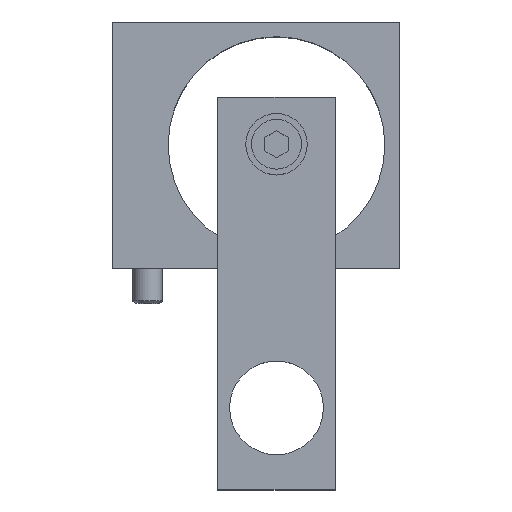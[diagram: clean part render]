
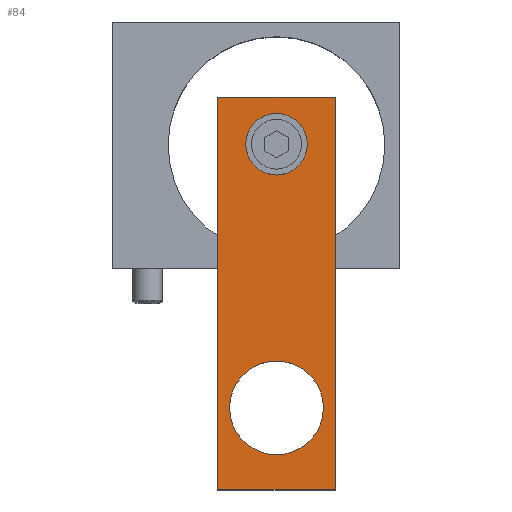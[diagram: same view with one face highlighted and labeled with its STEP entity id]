
A CAD part, top view. The second image highlights one B-rep face of the part: STEP entity #84.
In plain terms, the highlighted planar face has unit normal (0, 0, 1).
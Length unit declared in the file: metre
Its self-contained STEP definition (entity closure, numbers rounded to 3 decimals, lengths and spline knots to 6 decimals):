
#84 = ADVANCED_FACE( '', ( #193, #194, #195 ), #196, .F. );
#193 = FACE_BOUND( '', #348, .T. );
#194 = FACE_BOUND( '', #349, .T. );
#195 = FACE_OUTER_BOUND( '', #350, .T. );
#196 = PLANE( '', #351 );
#348 = EDGE_LOOP( '', ( #509 ) );
#349 = EDGE_LOOP( '', ( #510 ) );
#350 = EDGE_LOOP( '', ( #511, #512, #513, #514 ) );
#351 = AXIS2_PLACEMENT_3D( '', #515, #516, #517 );
#509 = ORIENTED_EDGE( '', *, *, #768, .T. );
#510 = ORIENTED_EDGE( '', *, *, #762, .T. );
#511 = ORIENTED_EDGE( '', *, *, #775, .F. );
#512 = ORIENTED_EDGE( '', *, *, #776, .F. );
#513 = ORIENTED_EDGE( '', *, *, #777, .F. );
#514 = ORIENTED_EDGE( '', *, *, #758, .F. );
#515 = CARTESIAN_POINT( '', ( -0.01, -0.014, 0.008 ) );
#516 = DIRECTION( '', ( 0., 0., -1. ) );
#517 = DIRECTION( '', ( -1., 0., 0. ) );
#758 = EDGE_CURVE( '', #864, #866, #867, .T. );
#762 = EDGE_CURVE( '', #872, #872, #873, .T. );
#768 = EDGE_CURVE( '', #882, #882, #883, .T. );
#775 = EDGE_CURVE( '', #894, #864, #895, .T. );
#776 = EDGE_CURVE( '', #896, #894, #897, .T. );
#777 = EDGE_CURVE( '', #866, #896, #898, .T. );
#864 = VERTEX_POINT( '', #1051 );
#866 = VERTEX_POINT( '', #1054 );
#867 = LINE( '', #1055, #1056 );
#872 = VERTEX_POINT( '', #1062 );
#873 = CIRCLE( '', #1063, 0.008 );
#882 = VERTEX_POINT( '', #1072 );
#883 = CIRCLE( '', #1073, 0.00525 );
#894 = VERTEX_POINT( '', #1088 );
#895 = LINE( '', #1089, #1090 );
#896 = VERTEX_POINT( '', #1091 );
#897 = LINE( '', #1092, #1093 );
#898 = LINE( '', #1094, #1095 );
#1051 = CARTESIAN_POINT( '', ( -0.01, -0.014, 0.008 ) );
#1054 = CARTESIAN_POINT( '', ( -0.01, 0.053, 0.008 ) );
#1055 = CARTESIAN_POINT( '', ( -0.01, -0.014, 0.008 ) );
#1056 = VECTOR( '', #1241, 1. );
#1062 = CARTESIAN_POINT( '', ( 0., -0.008, 0.008 ) );
#1063 = AXIS2_PLACEMENT_3D( '', #1246, #1247, #1248 );
#1072 = CARTESIAN_POINT( '', ( -0.00525, 0.045, 0.008 ) );
#1073 = AXIS2_PLACEMENT_3D( '', #1258, #1259, #1260 );
#1088 = CARTESIAN_POINT( '', ( 0.01, -0.014, 0.008 ) );
#1089 = CARTESIAN_POINT( '', ( 0.01, -0.014, 0.008 ) );
#1090 = VECTOR( '', #1265, 1. );
#1091 = CARTESIAN_POINT( '', ( 0.01, 0.053, 0.008 ) );
#1092 = CARTESIAN_POINT( '', ( 0.01, 0.053, 0.008 ) );
#1093 = VECTOR( '', #1266, 1. );
#1094 = CARTESIAN_POINT( '', ( -0.01, 0.053, 0.008 ) );
#1095 = VECTOR( '', #1267, 1. );
#1241 = DIRECTION( '', ( 0., 1., 0. ) );
#1246 = CARTESIAN_POINT( '', ( 0., 0., 0.008 ) );
#1247 = DIRECTION( '', ( 0., 0., -1. ) );
#1248 = DIRECTION( '', ( 0., -1., 0. ) );
#1258 = CARTESIAN_POINT( '', ( 0., 0.045, 0.008 ) );
#1259 = DIRECTION( '', ( 0., 0., -1. ) );
#1260 = DIRECTION( '', ( -1., 0., 0. ) );
#1265 = DIRECTION( '', ( -1., 0., 0. ) );
#1266 = DIRECTION( '', ( 0., -1., 0. ) );
#1267 = DIRECTION( '', ( 1., 0., 0. ) );
